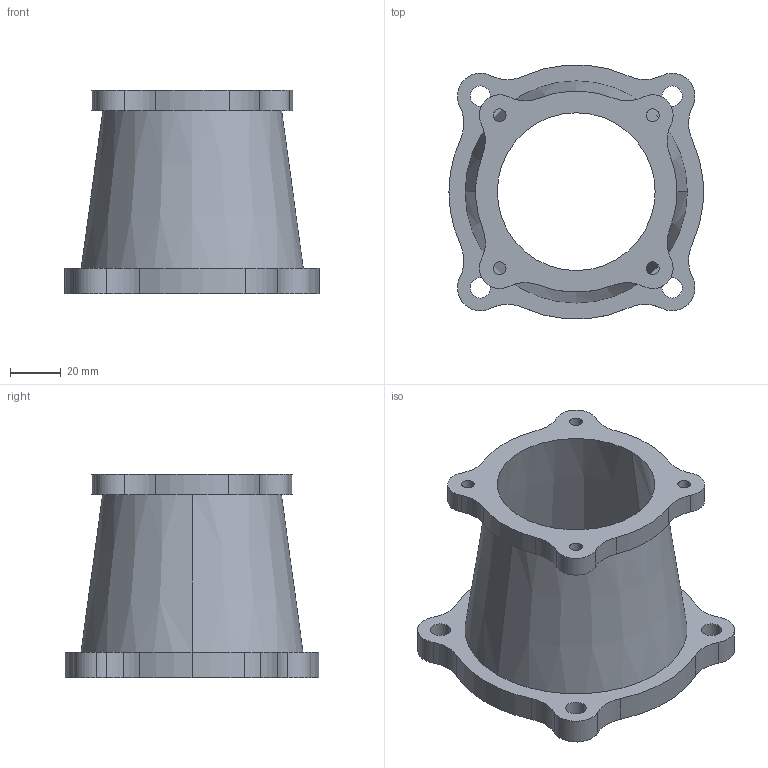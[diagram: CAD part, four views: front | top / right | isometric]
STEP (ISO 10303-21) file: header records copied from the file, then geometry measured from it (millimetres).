
FILE_DESCRIPTION (( 'STEP AP203' ), '1' );
FILE_NAME ('manchon.STEP', '2022-08-29T16:33:18', ( '' ), ( '' ), 'SwSTEP 2.0', 'SolidWorks 2020', '' );
FILE_SCHEMA (( 'CONFIG_CONTROL_DESIGN' ));
Length unit declared in the file: millimetre
Products named in the file (1): manchon
Bounding box: 99.82 x 99.63 x 80 mm (x, y, z)
Volume: 95110.4 mm3; surface area: 51263.1 mm2
Topology: 1 solids, 1 shells, 66 faces, 186 edges, 124 vertices
Faces by surface type: cylinder 58, cone 4, plane 4
Entity records: 2327 total; most frequent: DIRECTION 444, CARTESIAN_POINT 377, ORIENTED_EDGE 372, AXIS2_PLACEMENT_3D 191, EDGE_CURVE 186, VERTEX_POINT 124, CIRCLE 124, EDGE_LOOP 86
